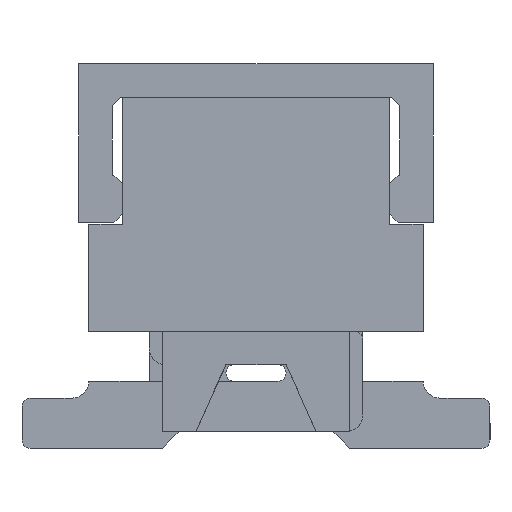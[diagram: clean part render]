
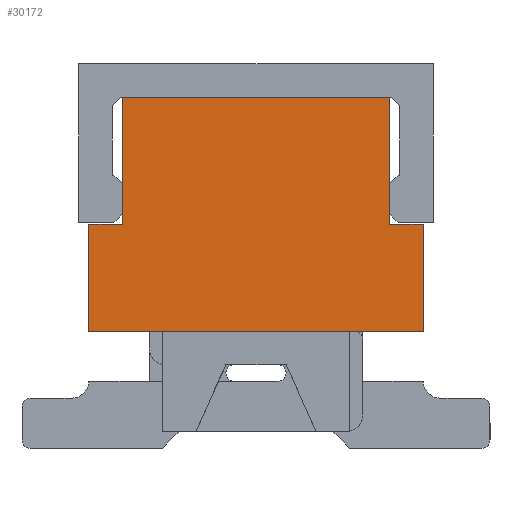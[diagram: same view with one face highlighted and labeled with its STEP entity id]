
A CAD part, left-side view. The second image highlights one B-rep face of the part: STEP entity #30172.
In plain terms, the highlighted face is planar.
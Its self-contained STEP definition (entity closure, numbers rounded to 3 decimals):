
#1108=PLANE('',#32497);
#9632=ORIENTED_EDGE('',*,*,#13429,.F.);
#9633=ORIENTED_EDGE('',*,*,#14103,.F.);
#9634=ORIENTED_EDGE('',*,*,#14822,.T.);
#9635=ORIENTED_EDGE('',*,*,#14032,.T.);
#9636=ORIENTED_EDGE('',*,*,#13424,.F.);
#9637=ORIENTED_EDGE('',*,*,#14137,.T.);
#9638=ORIENTED_EDGE('',*,*,#14133,.F.);
#9639=ORIENTED_EDGE('',*,*,#14135,.F.);
#13424=EDGE_CURVE('',#16952,#16953,#20081,.T.);
#13429=EDGE_CURVE('',#16957,#16955,#20086,.T.);
#14032=EDGE_CURVE('',#17425,#16953,#20688,.T.);
#14103=EDGE_CURVE('',#17475,#16957,#20755,.T.);
#14133=EDGE_CURVE('',#17497,#17486,#20782,.T.);
#14135=EDGE_CURVE('',#16955,#17497,#20784,.T.);
#14137=EDGE_CURVE('',#16952,#17486,#20786,.T.);
#14822=EDGE_CURVE('',#17475,#17425,#21471,.T.);
#16952=VERTEX_POINT('',#46334);
#16953=VERTEX_POINT('',#46336);
#16955=VERTEX_POINT('',#46341);
#16957=VERTEX_POINT('',#46345);
#17425=VERTEX_POINT('',#47561);
#17475=VERTEX_POINT('',#47686);
#17486=VERTEX_POINT('',#47720);
#17497=VERTEX_POINT('',#47741);
#20081=LINE('',#46335,#23808);
#20086=LINE('',#46346,#23813);
#20688=LINE('',#47560,#24415);
#20755=LINE('',#47687,#24482);
#20782=LINE('',#47742,#24509);
#20784=LINE('',#47745,#24511);
#20786=LINE('',#47748,#24513);
#21471=LINE('',#49057,#25198);
#23808=VECTOR('',#37974,1000.);
#23813=VECTOR('',#37981,1000.);
#24415=VECTOR('',#38873,1000.);
#24482=VECTOR('',#38958,1000.);
#24509=VECTOR('',#38997,1000.);
#24511=VECTOR('',#39001,1000.);
#24513=VECTOR('',#39005,1000.);
#25198=VECTOR('',#40274,1000.);
#26770=EDGE_LOOP('',(#9632,#9633,#9634,#9635,#9636,#9637,#9638,#9639));
#28307=FACE_BOUND('',#26770,.T.);
#30172=ADVANCED_FACE('',(#28307),#1108,.T.);
#32497=AXIS2_PLACEMENT_3D('',#49056,#40272,#40273);
#37974=DIRECTION('',(0.,1.,0.));
#37981=DIRECTION('',(0.,1.,0.));
#38873=DIRECTION('',(0.,0.,1.));
#38958=DIRECTION('',(0.,0.,1.));
#38997=DIRECTION('',(0.,1.,0.));
#39001=DIRECTION('',(0.,0.,1.));
#39005=DIRECTION('',(0.,0.,1.));
#40272=DIRECTION('',(1.,0.,0.));
#40273=DIRECTION('',(0.,0.,-1.));
#40274=DIRECTION('',(0.,1.,0.));
#46334=CARTESIAN_POINT('',(13.73,2.,0.6));
#46335=CARTESIAN_POINT('',(13.73,-2.5,0.6));
#46336=CARTESIAN_POINT('',(13.73,2.5,0.6));
#46341=CARTESIAN_POINT('',(13.73,-2.,0.6));
#46345=CARTESIAN_POINT('',(13.73,-2.5,0.6));
#46346=CARTESIAN_POINT('',(13.73,-2.5,0.6));
#47560=CARTESIAN_POINT('',(13.73,2.5,-1.));
#47561=CARTESIAN_POINT('',(13.73,2.5,-1.));
#47686=CARTESIAN_POINT('',(13.73,-2.5,-1.));
#47687=CARTESIAN_POINT('',(13.73,-2.5,-1.));
#47720=CARTESIAN_POINT('',(13.73,2.,2.5));
#47741=CARTESIAN_POINT('',(13.73,-2.,2.5));
#47742=CARTESIAN_POINT('',(13.73,-2.,2.5));
#47745=CARTESIAN_POINT('',(13.73,-2.,0.6));
#47748=CARTESIAN_POINT('',(13.73,2.,0.6));
#49056=CARTESIAN_POINT('',(13.73,-2.5,-1.));
#49057=CARTESIAN_POINT('',(13.73,-2.5,-1.));
